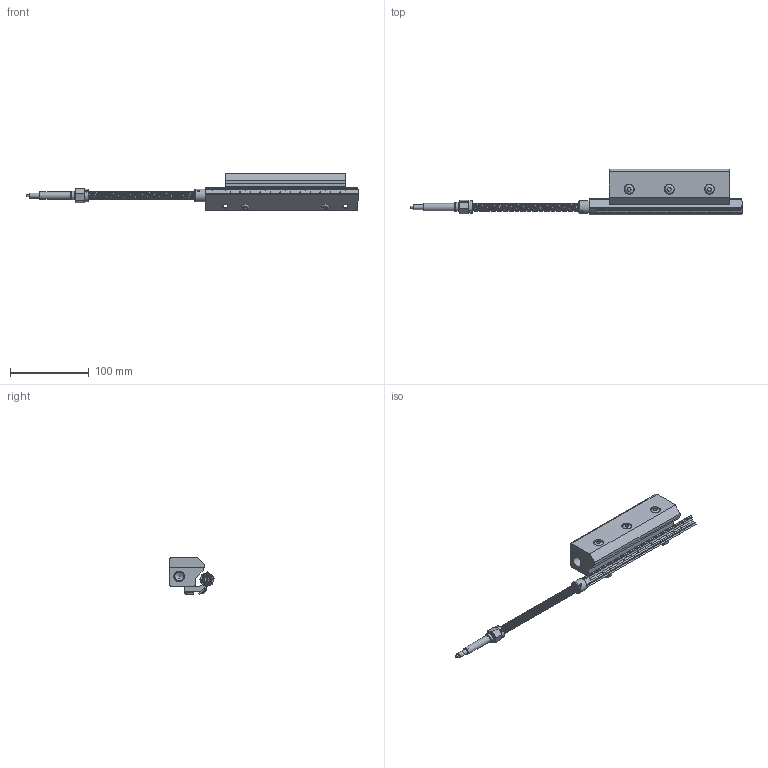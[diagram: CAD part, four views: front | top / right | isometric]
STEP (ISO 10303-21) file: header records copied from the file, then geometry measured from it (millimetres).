
FILE_DESCRIPTION(/* description */ (''),/* implementation_level */ '2;1');
FILE_NAME(/* name */ '112006-DIM.stp',/* time_stamp */ '2017-03-29T13:22:06-04:00',/* author */ ('ryan longshore'),/* organization */ (''),/* preprocessor_version */ 'ST-DEVELOPER v16.5',/* originating_system */ 'Autodesk Inventor 2017',/* authorisation */ '');
FILE_SCHEMA (('AUTOMOTIVE_DESIGN { 1 0 10303 214 3 1 1 }'));
Length unit declared in the file: inch
Products named in the file (20): 112006-DIM; 110006; 7525; 8006-DIM; 901826; 901574; 901437; 901592; 901565; 901515; 901587; 901724-DIM; 901576-DIM; 901576 without spring-DIM; 901577; 901806-DIM; 901622; 901625; Unbrako - 1/4 x 1/2; Unbrako - 10 x 1/4
Assembly tree (28 placements, depth 4):
  112006-DIM
    110006
    7525  x2
    8006-DIM
      901826
      901574
      901437
      901592
      901565
      901515
      901587
      901724-DIM
      901576-DIM  x6
        901576 without spring-DIM
        901577
      901806-DIM
      901622
      901625  x2
    Unbrako - 1/4 x 1/2  x2
    Unbrako - 10 x 1/4  x2
Bounding box: 420.33 x 57.63 x 46.9 mm (x, y, z)
Volume: 248441.9 mm3; surface area: 105233.4 mm2
Topology: 33 solids, 33 shells, 498 faces, 1109 edges, 713 vertices
Faces by surface type: plane 263, cylinder 150, cone 64, torus 12, bspline 9
Full cylindrical faces by diameter (mm): 0.508 x1, 0.635 x12, 1.984 x2, 2.54 x1, 2.667 x6, 2.845 x1, 3.454 x1, 3.485 x1, 3.937 x6, 4.089 x2, 4.826 x2, 4.978 x1, 5.055 x1, 5.105 x3, 5.159 x2, 5.715 x13, 6.35 x6, 6.604 x1, 6.731 x1, 6.747 x2, 7.144 x2, 7.163 x3, 8.128 x2, 8.89 x1, 9.144 x1, 9.169 x2, 9.423 x1, 9.525 x3, 10.414 x2, 10.999 x4
Entity records: 25085 total; most frequent: CARTESIAN_POINT 17650, DIRECTION 1500, ORIENTED_EDGE 1192, AXIS2_PLACEMENT_3D 598, EDGE_CURVE 596, EDGE_LOOP 511, VERTEX_POINT 449, FACE_OUTER_BOUND 328
